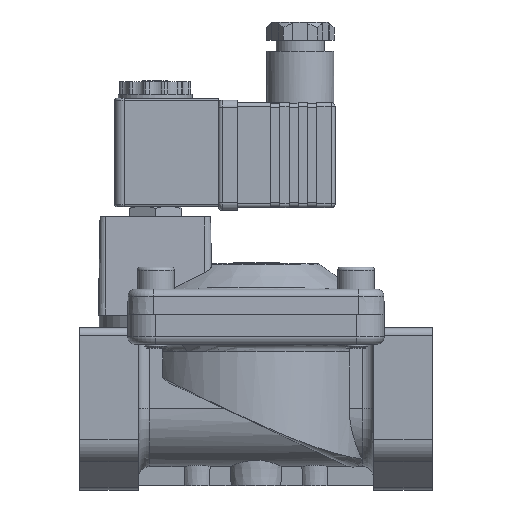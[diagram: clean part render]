
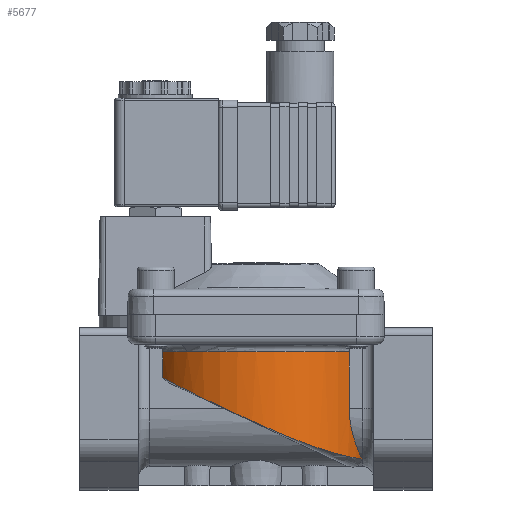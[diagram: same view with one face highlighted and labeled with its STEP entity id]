
A CAD part, top view. The second image highlights one B-rep face of the part: STEP entity #5677.
In plain terms, the highlighted cylindrical face has radius 30 mm (diameter 60 mm), a partial arc.
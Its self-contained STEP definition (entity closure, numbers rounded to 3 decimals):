
#186=CARTESIAN_POINT('',(25.377,0.,16.0));
#187=VERTEX_POINT('',#186);
#194=CARTESIAN_POINT('',(28.816,-13.651,8.345));
#195=VERTEX_POINT('',#194);
#196=CARTESIAN_POINT('',(25.377,0.0,16.0));
#197=CARTESIAN_POINT('',(25.377,-1.03,16.0));
#198=CARTESIAN_POINT('',(25.442,-2.087,15.899));
#199=CARTESIAN_POINT('',(25.697,-4.172,15.483));
#200=CARTESIAN_POINT('',(25.887,-5.2,15.169));
#201=CARTESIAN_POINT('',(26.583,-8.143,13.936));
#202=CARTESIAN_POINT('',(27.215,-9.914,12.714));
#203=CARTESIAN_POINT('',(28.069,-12.011,10.616));
#204=CARTESIAN_POINT('',(28.359,-12.67,9.827));
#205=CARTESIAN_POINT('',(28.693,-13.39,8.762));
#206=CARTESIAN_POINT('',(28.755,-13.523,8.555));
#207=CARTESIAN_POINT('',(28.816,-13.651,8.345));
#208=B_SPLINE_CURVE_WITH_KNOTS('',3,(#196,#197,#198,#199,#200,#201,#202,#203,#204,#205,#206,#207),.UNSPECIFIED.,.F.,.U.,(4,2,2,2,2,4),(0.0,0.309,0.618,1.236,1.544,1.616),.UNSPECIFIED.);
#209=EDGE_CURVE('',#187,#195,#208,.T.);
#403=CARTESIAN_POINT('',(-25.377,8.431,16.0));
#404=VERTEX_POINT('',#403);
#405=CARTESIAN_POINT('',(28.816,-13.651,8.345));
#406=CARTESIAN_POINT('',(28.206,-13.585,10.451));
#407=CARTESIAN_POINT('',(27.366,-13.468,12.488));
#408=CARTESIAN_POINT('',(24.601,-12.94,17.533));
#409=CARTESIAN_POINT('',(22.377,-12.399,20.284));
#410=CARTESIAN_POINT('',(16.878,-10.722,25.094));
#411=CARTESIAN_POINT('',(13.616,-9.56,26.984));
#412=CARTESIAN_POINT('',(6.62,-6.775,29.5));
#413=CARTESIAN_POINT('',(2.93,-5.168,30.079));
#414=CARTESIAN_POINT('',(-0.724,-3.521,29.991));
#415=CARTESIAN_POINT('',(-3.538,-2.253,29.923));
#416=CARTESIAN_POINT('',(-6.336,-0.961,29.459));
#417=CARTESIAN_POINT('',(-12.287,1.82,27.58));
#418=CARTESIAN_POINT('',(-15.375,3.287,25.995));
#419=CARTESIAN_POINT('',(-20.975,6.046,21.74));
#420=CARTESIAN_POINT('',(-23.436,7.32,19.079));
#421=CARTESIAN_POINT('',(-25.377,8.431,16.));
#422=B_SPLINE_CURVE_WITH_KNOTS('',3,(#405,#406,#407,#408,#409,#410,#411,#412,#413,#414,#415,#416,#417,#418,#419,#420,#421),.UNSPECIFIED.,.F.,.U.,(4,2,2,2,3,2,2,4),(16.423,17.091,18.168,19.347,20.55,21.476,22.593,23.73),.UNSPECIFIED.);
#423=EDGE_CURVE('',#195,#404,#422,.T.);
#470=CARTESIAN_POINT('',(-25.377,15.5,16.0));
#471=VERTEX_POINT('',#470);
#472=CARTESIAN_POINT('',(-25.377,8.431,16.0));
#473=DIRECTION('',(0.0,1.0,0.0));
#474=VECTOR('',#473,7.069);
#475=LINE('',#472,#474);
#476=EDGE_CURVE('',#471,#404,#475,.F.);
#4670=CARTESIAN_POINT('',(25.377,15.5,16.0));
#4671=VERTEX_POINT('',#4670);
#4672=CARTESIAN_POINT('',(0.0,15.5,0.0));
#4673=DIRECTION('',(0.0,1.0,0.0));
#4674=DIRECTION('',(0.0,0.0,1.0));
#4675=AXIS2_PLACEMENT_3D('',#4672,#4673,#4674);
#4676=CIRCLE('',#4675,30.0);
#4677=EDGE_CURVE('',#471,#4671,#4676,.T.);
#5660=CARTESIAN_POINT('',(0.0,17.5,0.0));
#5661=DIRECTION('',(0.0,-1.0,0.0));
#5662=DIRECTION('',(0.0,0.0,1.0));
#5663=AXIS2_PLACEMENT_3D('',#5660,#5661,#5662);
#5664=CYLINDRICAL_SURFACE('',#5663,30.0);
#5665=ORIENTED_EDGE('',*,*,#209,.F.);
#5666=CARTESIAN_POINT('',(25.377,0.,16.0));
#5667=DIRECTION('',(0.0,1.0,0.0));
#5668=VECTOR('',#5667,15.5);
#5669=LINE('',#5666,#5668);
#5670=EDGE_CURVE('',#187,#4671,#5669,.T.);
#5671=ORIENTED_EDGE('',*,*,#5670,.T.);
#5672=ORIENTED_EDGE('',*,*,#4677,.F.);
#5673=ORIENTED_EDGE('',*,*,#476,.T.);
#5674=ORIENTED_EDGE('',*,*,#423,.F.);
#5675=EDGE_LOOP('',(#5665,#5671,#5672,#5673,#5674));
#5676=FACE_OUTER_BOUND('',#5675,.T.);
#5677=ADVANCED_FACE('',(#5676),#5664,.T.);
